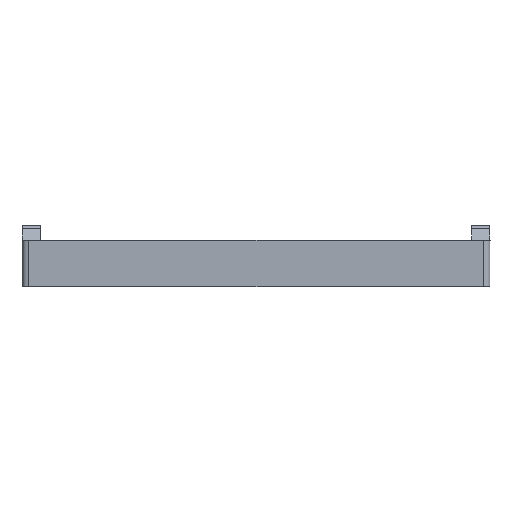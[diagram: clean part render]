
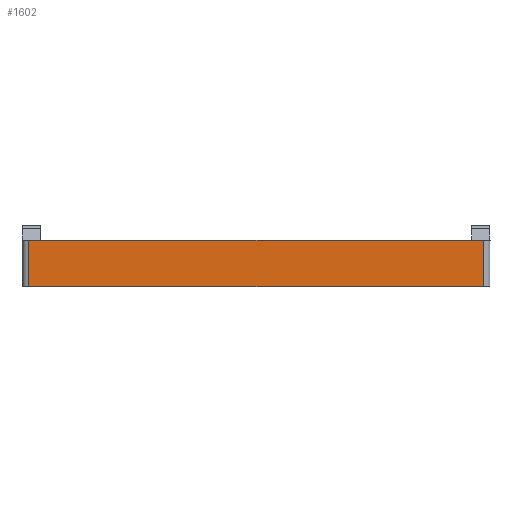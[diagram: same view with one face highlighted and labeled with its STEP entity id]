
A CAD part, front view. The second image highlights one B-rep face of the part: STEP entity #1602.
In plain terms, the highlighted planar face has unit normal (0, -1, 0).
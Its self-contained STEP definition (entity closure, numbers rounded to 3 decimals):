
#210=FACE_OUTER_BOUND('',#300,.T.);
#300=EDGE_LOOP('',(#1473,#1474,#1475,#1476));
#383=LINE('',#2463,#545);
#413=LINE('',#2559,#575);
#436=LINE('',#2642,#598);
#437=LINE('',#2644,#599);
#545=VECTOR('',#1969,10.);
#575=VECTOR('',#2063,10.);
#598=VECTOR('',#2142,10.);
#599=VECTOR('',#2145,10.);
#715=VERTEX_POINT('',#2460);
#716=VERTEX_POINT('',#2462);
#749=VERTEX_POINT('',#2556);
#750=VERTEX_POINT('',#2558);
#896=EDGE_CURVE('',#716,#715,#383,.T.);
#946=EDGE_CURVE('',#749,#750,#413,.T.);
#988=EDGE_CURVE('',#716,#749,#436,.T.);
#989=EDGE_CURVE('',#715,#750,#437,.T.);
#1473=ORIENTED_EDGE('',*,*,#988,.F.);
#1474=ORIENTED_EDGE('',*,*,#896,.T.);
#1475=ORIENTED_EDGE('',*,*,#989,.T.);
#1476=ORIENTED_EDGE('',*,*,#946,.F.);
#1524=PLANE('',#1766);
#1602=ADVANCED_FACE('',(#210),#1524,.T.);
#1766=AXIS2_PLACEMENT_3D('',#2699,#2227,#2228);
#1969=DIRECTION('',(1.,0.,0.));
#2063=DIRECTION('',(1.,0.,0.));
#2142=DIRECTION('',(0.,0.,1.));
#2145=DIRECTION('',(0.,0.,1.));
#2227=DIRECTION('center_axis',(0.,-1.,0.));
#2228=DIRECTION('ref_axis',(0.,0.,-1.));
#2460=CARTESIAN_POINT('',(209.5,49.5,0.));
#2462=CARTESIAN_POINT('',(42.5,49.5,0.));
#2463=CARTESIAN_POINT('',(40.,49.5,0.));
#2556=CARTESIAN_POINT('',(42.5,49.5,17.));
#2558=CARTESIAN_POINT('',(209.5,49.5,17.));
#2559=CARTESIAN_POINT('',(40.,49.5,17.));
#2642=CARTESIAN_POINT('',(42.5,49.5,2.));
#2644=CARTESIAN_POINT('',(209.5,49.5,2.));
#2699=CARTESIAN_POINT('Origin',(40.,49.5,0.));
